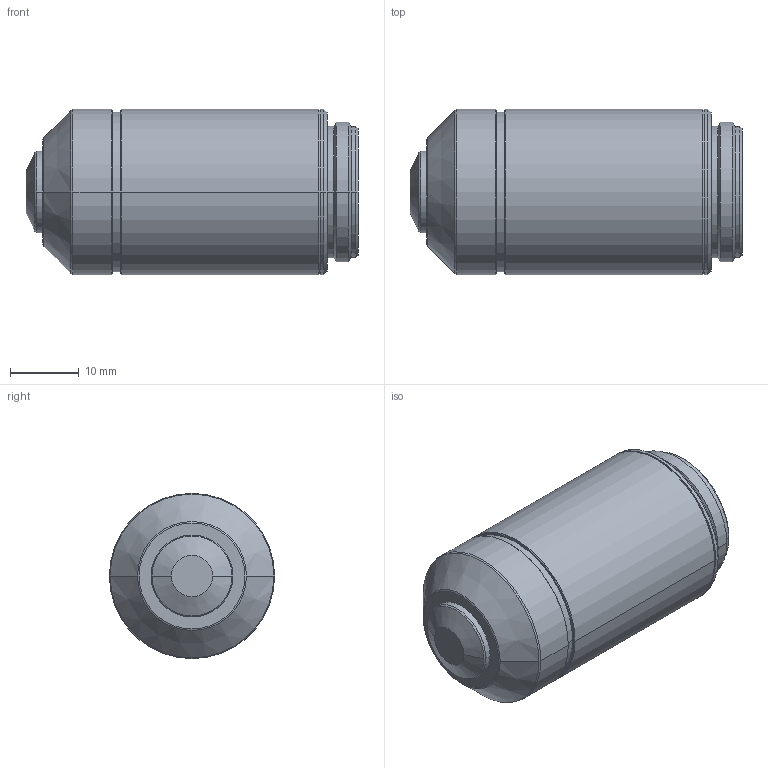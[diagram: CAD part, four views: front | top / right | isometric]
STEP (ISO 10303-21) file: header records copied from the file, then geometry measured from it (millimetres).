
FILE_DESCRIPTION (( 'STEP AP203' ), '1' );
FILE_NAME ('690073.step', '2025-04-14T08:44:31', ( 'MSI' ), ( '' ), 'SwSTEP 2.0', 'SolidWorks 2020', '' );
FILE_SCHEMA (( 'CONFIG_CONTROL_DESIGN' ));
Length unit declared in the file: millimetre
Products named in the file (1): 690073
Bounding box: 48.25 x 24 x 24 mm (x, y, z)
Volume: 19624.1 mm3; surface area: 4210.5 mm2
Topology: 1 solids, 1 shells, 47 faces, 92 edges, 52 vertices
Faces by surface type: cone 24, cylinder 16, plane 7
Entity records: 1271 total; most frequent: DIRECTION 240, CARTESIAN_POINT 192, ORIENTED_EDGE 184, AXIS2_PLACEMENT_3D 100, EDGE_CURVE 92, CIRCLE 52, VERTEX_POINT 52, EDGE_LOOP 52
